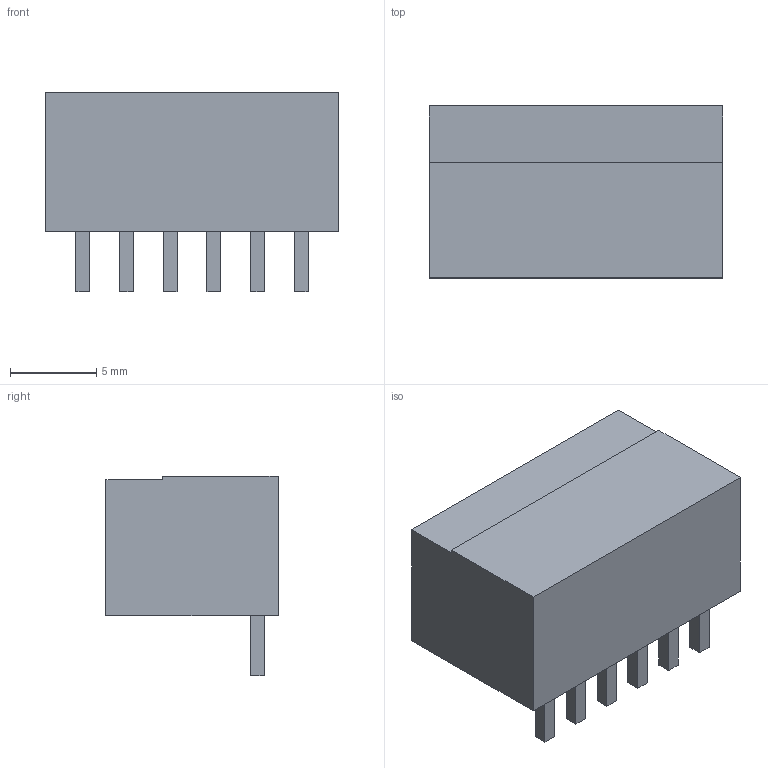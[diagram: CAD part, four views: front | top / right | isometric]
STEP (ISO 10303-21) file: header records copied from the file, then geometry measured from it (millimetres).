
FILE_DESCRIPTION (( 'STEP AP214' ), '1' );
FILE_NAME ('KF2EDGR-2.54-06P.STEP', '2021-04-08T16:16:27', ( '' ), ( '' ), 'SwSTEP 2.0', 'SolidWorks 2018', '' );
FILE_SCHEMA (( 'AUTOMOTIVE_DESIGN' ));
Length unit declared in the file: millimetre
Products named in the file (1): KF2EDGR-2.54-06P
Bounding box: 17.04 x 10 x 11.6 mm (x, y, z)
Volume: 960.6 mm3; surface area: 1337.2 mm2
Topology: 1 solids, 1 shells, 121 faces, 318 edges, 212 vertices
Faces by surface type: plane 121
Entity records: 5017 total; most frequent: CARTESIAN_POINT 652, ORIENTED_EDGE 636, DIRECTION 562, LINE 318, EDGE_CURVE 318, VECTOR 318, VERTEX_POINT 212, EDGE_LOOP 134
